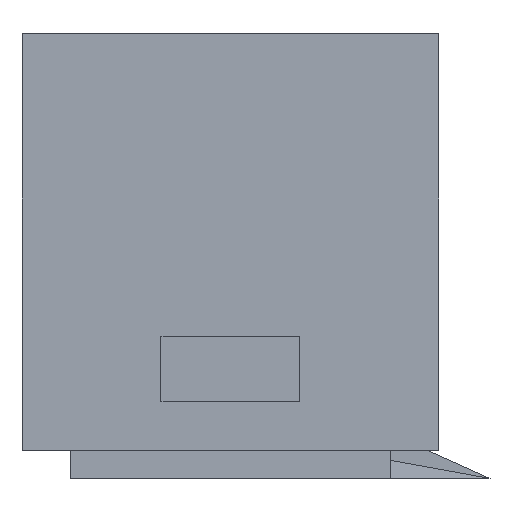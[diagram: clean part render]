
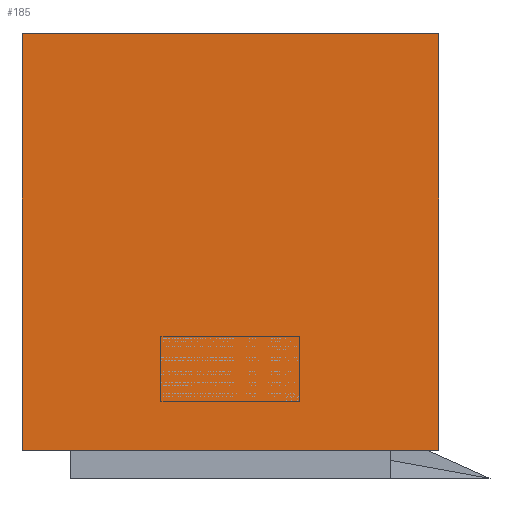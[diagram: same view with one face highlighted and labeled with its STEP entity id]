
A CAD part, left-side view. The second image highlights one B-rep face of the part: STEP entity #185.
In plain terms, the highlighted planar face has unit normal (-1, 0, 0).
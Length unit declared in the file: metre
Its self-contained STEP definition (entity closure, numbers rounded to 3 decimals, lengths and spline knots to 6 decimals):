
#185 = ADVANCED_FACE( '', ( #243 ), #244, .T. );
#243 = FACE_OUTER_BOUND( '', #353, .T. );
#244 = PLANE( '', #354 );
#353 = EDGE_LOOP( '', ( #473, #474, #475, #476 ) );
#354 = AXIS2_PLACEMENT_3D( '', #477, #478, #479 );
#473 = ORIENTED_EDGE( '', *, *, #901, .T. );
#474 = ORIENTED_EDGE( '', *, *, #900, .F. );
#475 = ORIENTED_EDGE( '', *, *, #902, .T. );
#476 = ORIENTED_EDGE( '', *, *, #903, .T. );
#477 = CARTESIAN_POINT( '', ( -0.000398, 0.000187, 0.00002 ) );
#478 = DIRECTION( '', ( -1., 0., 0. ) );
#479 = DIRECTION( '', ( 0., -1., 0. ) );
#900 = EDGE_CURVE( '', #1039, #1037, #1041, .T. );
#901 = EDGE_CURVE( '', #1042, #1037, #1043, .T. );
#902 = EDGE_CURVE( '', #1039, #1044, #1045, .T. );
#903 = EDGE_CURVE( '', #1044, #1042, #1046, .T. );
#1037 = VERTEX_POINT( '', #1266 );
#1039 = VERTEX_POINT( '', #1269 );
#1041 = LINE( '', #1272, #1273 );
#1042 = VERTEX_POINT( '', #1274 );
#1043 = LINE( '', #1275, #1276 );
#1044 = VERTEX_POINT( '', #1277 );
#1045 = LINE( '', #1278, #1279 );
#1046 = LINE( '', #1280, #1281 );
#1266 = CARTESIAN_POINT( '', ( -0.000398, 0.000337, 0.00032 ) );
#1269 = CARTESIAN_POINT( '', ( -0.000398, 0.000337, 0.00002 ) );
#1272 = CARTESIAN_POINT( '', ( -0.000398, 0.000337, 0.00002 ) );
#1273 = VECTOR( '', #1620, 1. );
#1274 = CARTESIAN_POINT( '', ( -0.000398, 0.000037, 0.00032 ) );
#1275 = CARTESIAN_POINT( '', ( -0.000398, 0.000037, 0.00032 ) );
#1276 = VECTOR( '', #1621, 1. );
#1277 = CARTESIAN_POINT( '', ( -0.000398, 0.000037, 0.00002 ) );
#1278 = CARTESIAN_POINT( '', ( -0.000398, 0.000337, 0.00002 ) );
#1279 = VECTOR( '', #1622, 1. );
#1280 = CARTESIAN_POINT( '', ( -0.000398, 0.000037, 0.00002 ) );
#1281 = VECTOR( '', #1623, 1. );
#1620 = DIRECTION( '', ( 0., 0., 1. ) );
#1621 = DIRECTION( '', ( 0., 1., 0. ) );
#1622 = DIRECTION( '', ( 0., -1., 0. ) );
#1623 = DIRECTION( '', ( 0., 0., 1. ) );
